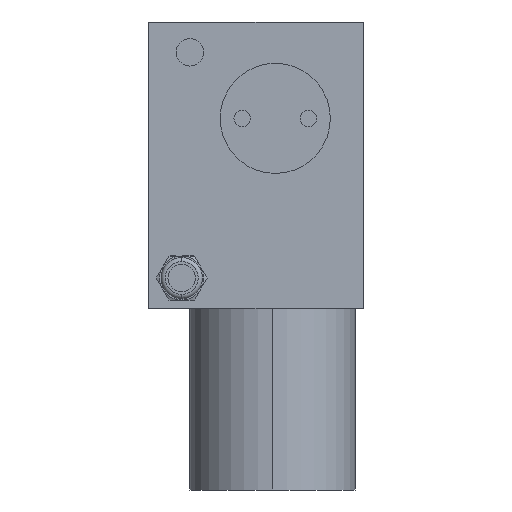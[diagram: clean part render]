
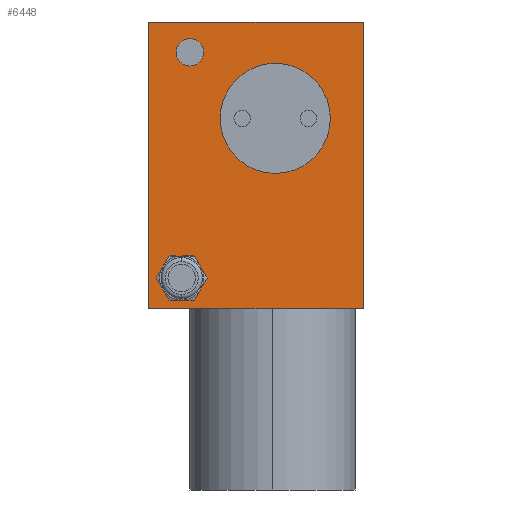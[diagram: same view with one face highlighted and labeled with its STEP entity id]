
A CAD part, left-side view. The second image highlights one B-rep face of the part: STEP entity #6448.
In plain terms, the highlighted planar face has unit normal (-1, 0, 0).
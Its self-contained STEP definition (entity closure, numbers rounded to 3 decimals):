
#21=DIRECTION('',(0.,-1.,0.));
#22=VECTOR('',#21,39.);
#23=CARTESIAN_POINT('',(0.,39.,0.));
#24=LINE('',#23,#22);
#827=DIRECTION('',(0.,0.,1.));
#828=VECTOR('',#827,52.);
#829=CARTESIAN_POINT('',(0.,39.,-52.));
#830=LINE('',#829,#828);
#871=DIRECTION('',(0.,-1.,0.));
#872=VECTOR('',#871,39.);
#873=CARTESIAN_POINT('',(0.,39.,-52.));
#874=LINE('',#873,#872);
#875=DIRECTION('',(0.,0.,1.));
#876=VECTOR('',#875,52.);
#877=CARTESIAN_POINT('',(0.,0.,-52.));
#878=LINE('',#877,#876);
#879=CARTESIAN_POINT('',(0.,16.,-17.5));
#880=DIRECTION('',(1.,0.,0.));
#881=DIRECTION('',(0.,0.,-1.));
#882=AXIS2_PLACEMENT_3D('',#879,#880,#881);
#884=CARTESIAN_POINT('',(0.,16.,-17.5));
#885=DIRECTION('',(1.,0.,0.));
#886=DIRECTION('',(0.,0.,1.));
#887=AXIS2_PLACEMENT_3D('',#884,#885,#886);
#889=CARTESIAN_POINT('',(0.,31.5,-5.5));
#890=DIRECTION('',(1.,0.,0.));
#891=DIRECTION('',(0.,0.,-1.));
#892=AXIS2_PLACEMENT_3D('',#889,#890,#891);
#894=CARTESIAN_POINT('',(0.,31.5,-5.5));
#895=DIRECTION('',(1.,0.,0.));
#896=DIRECTION('',(0.,0.,1.));
#897=AXIS2_PLACEMENT_3D('',#894,#895,#896);
#899=CARTESIAN_POINT('',(0.,33.,-46.5));
#900=DIRECTION('',(-1.,0.,0.));
#901=DIRECTION('',(0.,-0.866,0.5));
#902=AXIS2_PLACEMENT_3D('',#899,#900,#901);
#904=CARTESIAN_POINT('',(0.,33.,-46.5));
#905=DIRECTION('',(-1.,0.,0.));
#906=DIRECTION('',(0.,0.,1.));
#907=AXIS2_PLACEMENT_3D('',#904,#905,#906);
#909=CARTESIAN_POINT('',(0.,33.,-46.5));
#910=DIRECTION('',(-1.,0.,0.));
#911=DIRECTION('',(0.,0.866,0.5));
#912=AXIS2_PLACEMENT_3D('',#909,#910,#911);
#914=CARTESIAN_POINT('',(0.,33.,-46.5));
#915=DIRECTION('',(-1.,0.,0.));
#916=DIRECTION('',(0.,0.866,-0.5));
#917=AXIS2_PLACEMENT_3D('',#914,#915,#916);
#919=CARTESIAN_POINT('',(0.,33.,-46.5));
#920=DIRECTION('',(-1.,0.,0.));
#921=DIRECTION('',(0.,0.,-1.));
#922=AXIS2_PLACEMENT_3D('',#919,#920,#921);
#924=CARTESIAN_POINT('',(0.,33.,-46.5));
#925=DIRECTION('',(-1.,0.,0.));
#926=DIRECTION('',(0.,-0.866,-0.5));
#927=AXIS2_PLACEMENT_3D('',#924,#925,#926);
#4427=CARTESIAN_POINT('',(0.,0.,-52.));
#4428=VERTEX_POINT('',#4427);
#4429=CARTESIAN_POINT('',(0.,39.,-52.));
#4430=VERTEX_POINT('',#4429);
#4443=CARTESIAN_POINT('',(0.,0.,0.));
#4444=VERTEX_POINT('',#4443);
#4449=CARTESIAN_POINT('',(0.,39.,0.));
#4450=VERTEX_POINT('',#4449);
#4451=CARTESIAN_POINT('',(0.,16.,-27.5));
#4452=CARTESIAN_POINT('',(0.,16.,-7.5));
#4453=VERTEX_POINT('',#4451);
#4454=VERTEX_POINT('',#4452);
#4455=CARTESIAN_POINT('',(0.,31.5,-8.));
#4456=CARTESIAN_POINT('',(0.,31.5,-3.));
#4457=VERTEX_POINT('',#4455);
#4458=VERTEX_POINT('',#4456);
#5681=CARTESIAN_POINT('',(0.,29.536,-44.5));
#5682=CARTESIAN_POINT('',(0.,33.,-42.5));
#5683=VERTEX_POINT('',#5681);
#5684=VERTEX_POINT('',#5682);
#5685=CARTESIAN_POINT('',(0.,36.464,-48.5));
#5686=CARTESIAN_POINT('',(0.,33.,-50.5));
#5687=VERTEX_POINT('',#5685);
#5688=VERTEX_POINT('',#5686);
#5689=CARTESIAN_POINT('',(0.,29.536,-48.5));
#5690=VERTEX_POINT('',#5689);
#5691=CARTESIAN_POINT('',(0.,36.464,-44.5));
#5692=VERTEX_POINT('',#5691);
#6410=CARTESIAN_POINT('',(0.,19.5,-26.));
#6411=DIRECTION('',(1.,0.,0.));
#6412=DIRECTION('',(0.,-1.,0.));
#6413=AXIS2_PLACEMENT_3D('',#6410,#6411,#6412);
#6414=PLANE('',#6413);
#6415=ORIENTED_EDGE('',*,*,#6295,.F.);
#6416=ORIENTED_EDGE('',*,*,#6381,.T.);
#6417=ORIENTED_EDGE('',*,*,#5720,.T.);
#6419=ORIENTED_EDGE('',*,*,#6418,.F.);
#6420=EDGE_LOOP('',(#6415,#6416,#6417,#6419));
#6421=FACE_OUTER_BOUND('',#6420,.F.);
#6423=ORIENTED_EDGE('',*,*,#6422,.F.);
#6425=ORIENTED_EDGE('',*,*,#6424,.F.);
#6426=EDGE_LOOP('',(#6423,#6425));
#6427=FACE_BOUND('',#6426,.F.);
#6429=ORIENTED_EDGE('',*,*,#6428,.F.);
#6431=ORIENTED_EDGE('',*,*,#6430,.F.);
#6432=EDGE_LOOP('',(#6429,#6431));
#6433=FACE_BOUND('',#6432,.F.);
#6435=ORIENTED_EDGE('',*,*,#6434,.T.);
#6437=ORIENTED_EDGE('',*,*,#6436,.T.);
#6439=ORIENTED_EDGE('',*,*,#6438,.T.);
#6441=ORIENTED_EDGE('',*,*,#6440,.T.);
#6443=ORIENTED_EDGE('',*,*,#6442,.T.);
#6445=ORIENTED_EDGE('',*,*,#6444,.T.);
#6446=EDGE_LOOP('',(#6435,#6437,#6439,#6441,#6443,#6445));
#6447=FACE_BOUND('',#6446,.F.);
#6448=ADVANCED_FACE('',(#6421,#6427,#6433,#6447),#6414,.F.);
#883=CIRCLE('',#882,10.);
#888=CIRCLE('',#887,10.);
#893=CIRCLE('',#892,2.5);
#898=CIRCLE('',#897,2.5);
#903=CIRCLE('',#902,4.);
#908=CIRCLE('',#907,4.);
#913=CIRCLE('',#912,4.);
#918=CIRCLE('',#917,4.);
#923=CIRCLE('',#922,4.);
#928=CIRCLE('',#927,4.);
#5720=EDGE_CURVE('',#4450,#4444,#24,.T.);
#6295=EDGE_CURVE('',#4430,#4428,#874,.T.);
#6381=EDGE_CURVE('',#4430,#4450,#830,.T.);
#6418=EDGE_CURVE('',#4428,#4444,#878,.T.);
#6422=EDGE_CURVE('',#4453,#4454,#883,.T.);
#6424=EDGE_CURVE('',#4454,#4453,#888,.T.);
#6428=EDGE_CURVE('',#4457,#4458,#893,.T.);
#6430=EDGE_CURVE('',#4458,#4457,#898,.T.);
#6434=EDGE_CURVE('',#5683,#5684,#903,.T.);
#6436=EDGE_CURVE('',#5684,#5692,#908,.T.);
#6438=EDGE_CURVE('',#5692,#5687,#913,.T.);
#6440=EDGE_CURVE('',#5687,#5688,#918,.T.);
#6442=EDGE_CURVE('',#5688,#5690,#923,.T.);
#6444=EDGE_CURVE('',#5690,#5683,#928,.T.);
